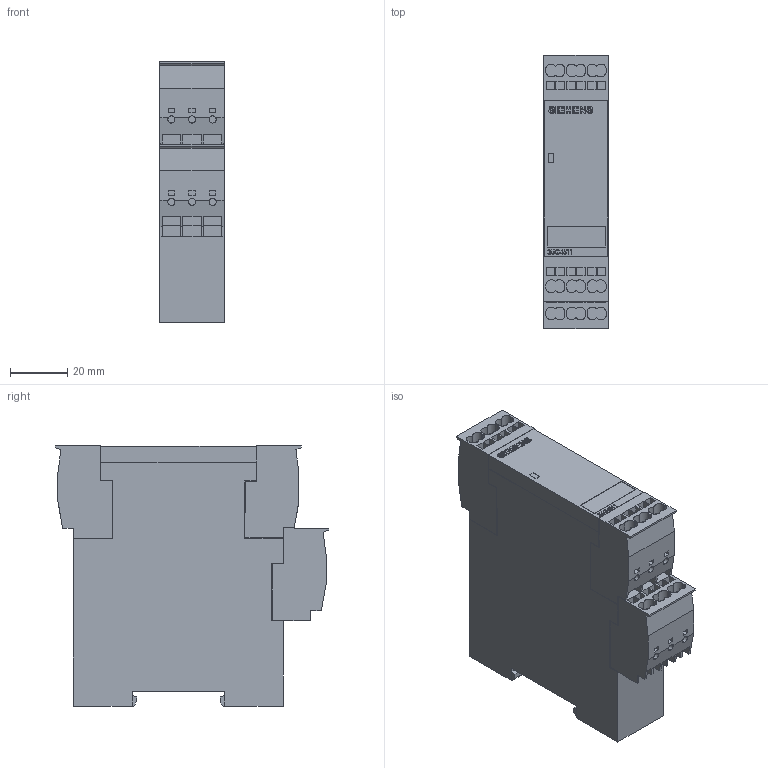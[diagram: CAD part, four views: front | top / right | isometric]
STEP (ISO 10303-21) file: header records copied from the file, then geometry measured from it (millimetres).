
FILE_DESCRIPTION(/* description */ (''),/* implementation_level */ '2;1');
FILE_NAME(/* name */ 'G_NSB0_XX_90861V.stp',/* time_stamp */ '2024-11-29T10:02:18+01:00',/* author */ (''),/* organization */ (''),/* preprocessor_version */ 'ST-DEVELOPER v18.101',/* originating_system */ 'SIEMENS PLM Software NX 2007',/* authorisation */ '');
FILE_SCHEMA (('AUTOMOTIVE_DESIGN { 1 0 10303 214 3 1 1 1 }'));
Length unit declared in the file: millimetre
Products named in the file (1): G_NSB0_XX_90861V
Bounding box: 22.5 x 95.5 x 91 mm (x, y, z)
Volume: 159067.3 mm3; surface area: 26743.7 mm2
Topology: 1 solids, 1 shells, 607 faces, 1652 edges, 1100 vertices
Faces by surface type: plane 479, cylinder 113, extrusion 15
Entity records: 23623 total; most frequent: CARTESIAN_POINT 5185, ORIENTED_EDGE 3304, DIRECTION 2616, EDGE_CURVE 1652, VECTOR 1298, LINE 1283, VERTEX_POINT 1100, EDGE_LOOP 660
